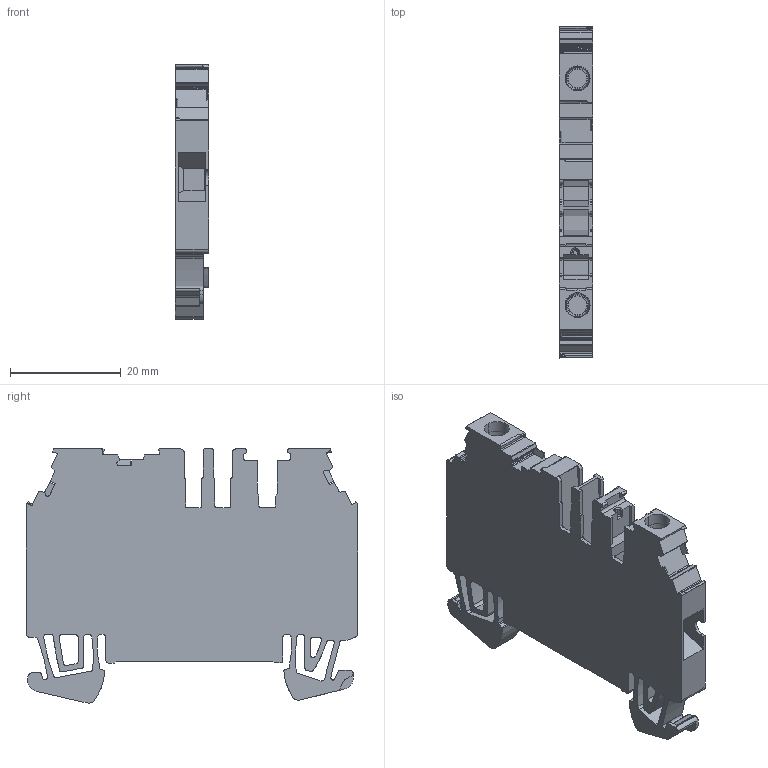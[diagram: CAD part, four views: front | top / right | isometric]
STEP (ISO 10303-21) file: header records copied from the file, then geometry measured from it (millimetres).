
FILE_DESCRIPTION(('CATIA V5 STEP Exchange','CAx-IF Rec.Pracs.--- Model Styling and Organization---1.4--- 2014-01-23'),'2;1');
FILE_NAME ('1473379-4_1', '2023-03-09T11:52:34+00:00', ('none'), ('Weidmueller'), 'CATIA Version 5-6 Release 2016 SP3 HF44', 'CATIA V5 STEP AP214', 'none');
FILE_SCHEMA(('AUTOMOTIVE_DESIGN { 1 0 10303 214 1 1 1 1 }'));
Length unit declared in the file: millimetre
Products named in the file (1): 2892650000
Bounding box: 6.1 x 60 x 45.98 mm (x, y, z)
Volume: 11075 mm3; surface area: 7972.3 mm2
Topology: 1 solids, 4 shells, 768 faces, 2155 edges, 1393 vertices
Faces by surface type: plane 331, cylinder 246, extrusion 142, torus 25, cone 11, bspline 9, sphere 4
Entity records: 26304 total; most frequent: CARTESIAN_POINT 7602, ORIENTED_EDGE 4302, DIRECTION 3023, EDGE_CURVE 2151, VECTOR 1516, VERTEX_POINT 1393, LINE 1374, AXIS2_PLACEMENT_3D 982
